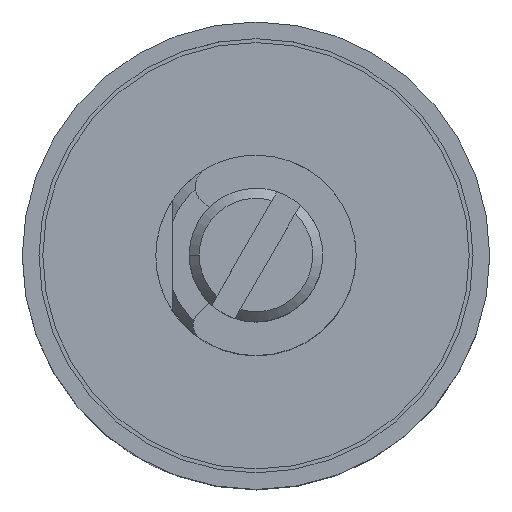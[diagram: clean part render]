
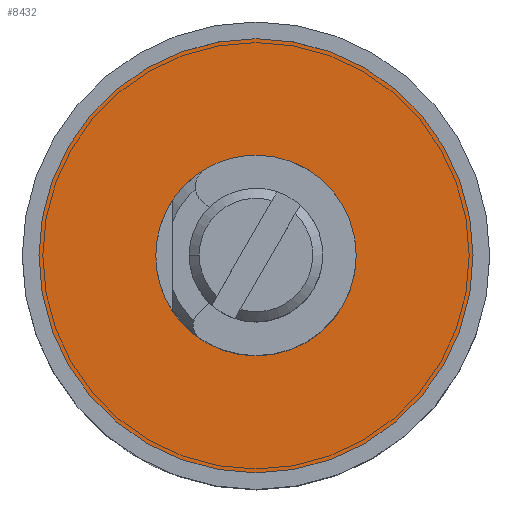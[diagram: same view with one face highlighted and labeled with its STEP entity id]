
A CAD part, top view. The second image highlights one B-rep face of the part: STEP entity #8432.
In plain terms, the highlighted planar face has unit normal (0, 0, 1).
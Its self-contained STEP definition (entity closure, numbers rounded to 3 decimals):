
#308 = DIRECTION ( 'NONE',  ( 0., 0., 1. ) ) ;
#614 = CIRCLE ( 'NONE', #6996, 6.5 ) ;
#756 = EDGE_LOOP ( 'NONE', ( #8878, #6495 ) ) ;
#934 = EDGE_CURVE ( 'NONE', #2072, #7286, #7522, .T. ) ;
#1183 = DIRECTION ( 'NONE',  ( 0., 0., 1. ) ) ;
#1279 = DIRECTION ( 'NONE',  ( 1., 0., 0. ) ) ;
#1353 = ORIENTED_EDGE ( 'NONE', *, *, #5889, .T. ) ;
#1461 = EDGE_LOOP ( 'NONE', ( #9049, #1353 ) ) ;
#1488 = AXIS2_PLACEMENT_3D ( 'NONE', #1990, #4875, #3405 ) ;
#1543 = FACE_OUTER_BOUND ( 'NONE', #756, .T. ) ;
#1594 = AXIS2_PLACEMENT_3D ( 'NONE', #4795, #7644, #5550 ) ;
#1979 = VERTEX_POINT ( 'NONE', #6099 ) ;
#1990 = CARTESIAN_POINT ( 'NONE',  ( 0., 0., 0.5 ) ) ;
#2011 = DIRECTION ( 'NONE',  ( 0., 0., 1. ) ) ;
#2072 = VERTEX_POINT ( 'NONE', #3491 ) ;
#2607 = DIRECTION ( 'NONE',  ( 1., 0., 0. ) ) ;
#3405 = DIRECTION ( 'NONE',  ( -1., 0., 0. ) ) ;
#3433 = FACE_BOUND ( 'NONE', #1461, .T. ) ;
#3491 = CARTESIAN_POINT ( 'NONE',  ( 6.5, 0., 0.5 ) ) ;
#3707 = CARTESIAN_POINT ( 'NONE',  ( 3., 0., 0.5 ) ) ;
#4172 = CIRCLE ( 'NONE', #1594, 3. ) ;
#4530 = DIRECTION ( 'NONE',  ( 1., 0., 0. ) ) ;
#4632 = EDGE_CURVE ( 'NONE', #1979, #6290, #4172, .T. ) ;
#4689 = EDGE_CURVE ( 'NONE', #7286, #2072, #614, .T. ) ;
#4795 = CARTESIAN_POINT ( 'NONE',  ( 0., 0., 0.5 ) ) ;
#4875 = DIRECTION ( 'NONE',  ( 0., 0., -1. ) ) ;
#5519 = PLANE ( 'NONE',  #8090 ) ;
#5550 = DIRECTION ( 'NONE',  ( -1., 0., 0. ) ) ;
#5889 = EDGE_CURVE ( 'NONE', #6290, #1979, #8932, .T. ) ;
#6099 = CARTESIAN_POINT ( 'NONE',  ( -3., 0., 0.5 ) ) ;
#6251 = CARTESIAN_POINT ( 'NONE',  ( -6.5, 0., 0.5 ) ) ;
#6290 = VERTEX_POINT ( 'NONE', #3707 ) ;
#6495 = ORIENTED_EDGE ( 'NONE', *, *, #4689, .T. ) ;
#6615 = CARTESIAN_POINT ( 'NONE',  ( 0., 0., 0.5 ) ) ;
#6813 = CARTESIAN_POINT ( 'NONE',  ( 3., 0., 0.5 ) ) ;
#6996 = AXIS2_PLACEMENT_3D ( 'NONE', #7541, #2011, #1279 ) ;
#7286 = VERTEX_POINT ( 'NONE', #6251 ) ;
#7522 = CIRCLE ( 'NONE', #8345, 6.5 ) ;
#7541 = CARTESIAN_POINT ( 'NONE',  ( 0., 0., 0.5 ) ) ;
#7644 = DIRECTION ( 'NONE',  ( 0., 0., -1. ) ) ;
#8090 = AXIS2_PLACEMENT_3D ( 'NONE', #6813, #1183, #2607 ) ;
#8345 = AXIS2_PLACEMENT_3D ( 'NONE', #6615, #308, #4530 ) ;
#8432 = ADVANCED_FACE ( 'NONE', ( #3433, #1543 ), #5519, .T. ) ;
#8878 = ORIENTED_EDGE ( 'NONE', *, *, #934, .T. ) ;
#8932 = CIRCLE ( 'NONE', #1488, 3. ) ;
#9049 = ORIENTED_EDGE ( 'NONE', *, *, #4632, .T. ) ;
